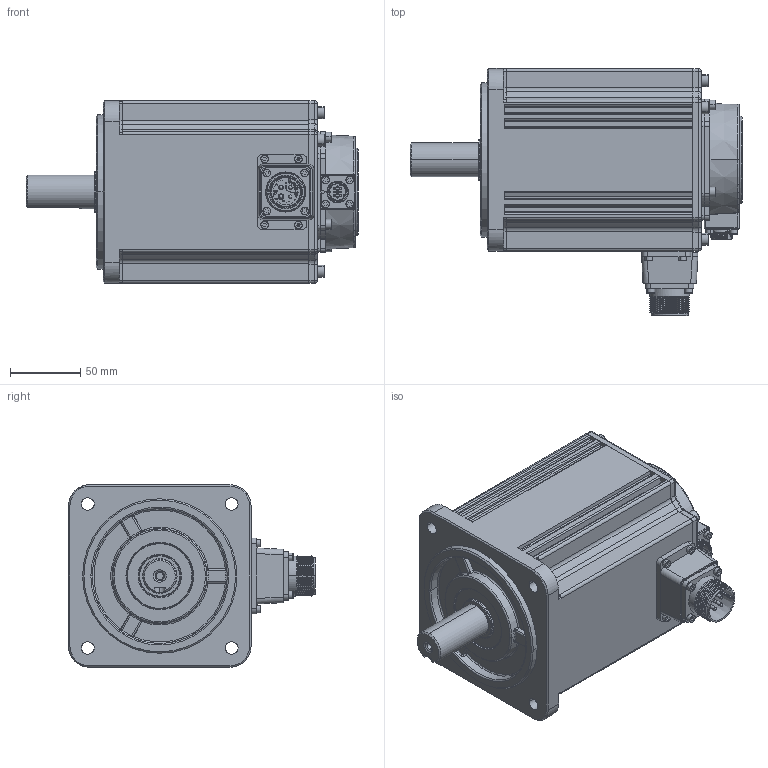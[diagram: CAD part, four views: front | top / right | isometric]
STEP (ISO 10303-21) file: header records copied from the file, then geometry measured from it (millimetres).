
FILE_DESCRIPTION (( 'STEP AP203' ), '1' );
FILE_NAME ('MS6G-130CS15B2-42P3.STEP', '2022-12-13T03:08:31', ( '' ), ( '' ), 'SwSTEP 2.0', 'SolidWorks 2016', '' );
FILE_SCHEMA (( 'CONFIG_CONTROL_DESIGN' ));
Length unit declared in the file: millimetre
Products named in the file (1): MS6G-130CS15B2-42P3
Bounding box: 236.5 x 175.9 x 130 mm (x, y, z)
Surface area: 158678 mm2 (no closed solid volume)
Topology: 0 solids, 144 shells, 1116 faces, 3541 edges, 2529 vertices
Faces by surface type: plane 513, cylinder 346, torus 100, bspline 92, cone 65
Entity records: 56334 total; most frequent: CARTESIAN_POINT 26572, DIRECTION 5828, ORIENTED_EDGE 5725, EDGE_CURVE 3525, VERTEX_POINT 2529, AXIS2_PLACEMENT_3D 2008, VECTOR 1812, LINE 1812
